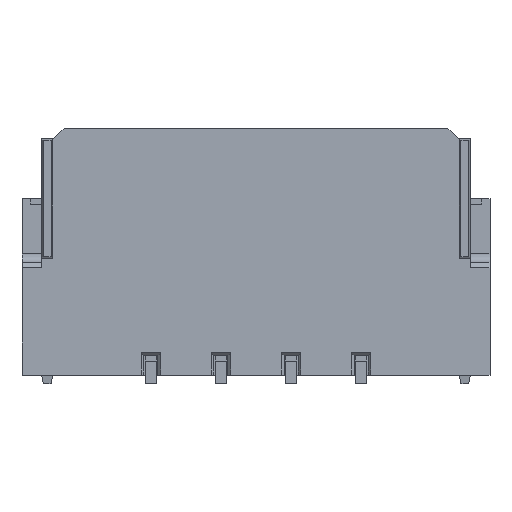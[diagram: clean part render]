
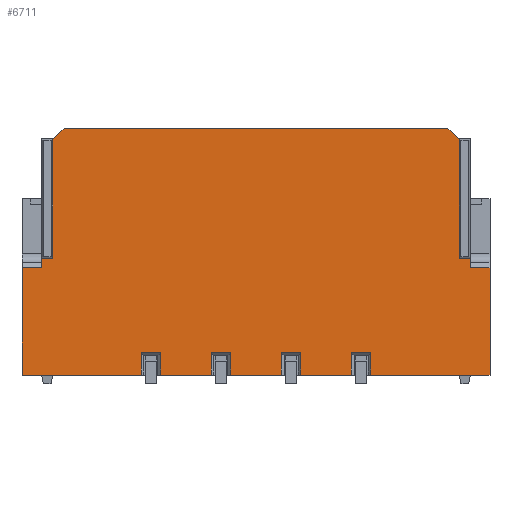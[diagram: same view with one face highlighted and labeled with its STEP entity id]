
A CAD part, front view. The second image highlights one B-rep face of the part: STEP entity #6711.
In plain terms, the highlighted planar face has unit normal (0, -1, 0).
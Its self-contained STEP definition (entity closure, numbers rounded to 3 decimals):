
#85=DIRECTION('',(1.,0.,0.));
#86=VECTOR('',#85,2.125);
#87=CARTESIAN_POINT('',(2.05,-2.725,-2.2));
#88=LINE('',#87,#86);
#125=DIRECTION('',(1.,0.,0.));
#126=VECTOR('',#125,2.125);
#127=CARTESIAN_POINT('',(-4.175,-2.725,-2.2));
#128=LINE('',#127,#126);
#149=DIRECTION('',(1.,0.,0.));
#150=VECTOR('',#149,0.9);
#151=CARTESIAN_POINT('',(-1.7,-2.725,-2.2));
#152=LINE('',#151,#150);
#173=DIRECTION('',(1.,0.,0.));
#174=VECTOR('',#173,0.9);
#175=CARTESIAN_POINT('',(-0.45,-2.725,-2.2));
#176=LINE('',#175,#174);
#197=DIRECTION('',(1.,0.,0.));
#198=VECTOR('',#197,0.9);
#199=CARTESIAN_POINT('',(0.8,-2.725,-2.2));
#200=LINE('',#199,#198);
#687=DIRECTION('',(0.,0.,1.));
#688=VECTOR('',#687,0.4);
#689=CARTESIAN_POINT('',(1.7,-2.725,-2.2));
#690=LINE('',#689,#688);
#691=DIRECTION('',(0.,0.,-1.));
#692=VECTOR('',#691,0.4);
#693=CARTESIAN_POINT('',(0.8,-2.725,-1.8));
#694=LINE('',#693,#692);
#695=DIRECTION('',(1.,0.,0.));
#696=VECTOR('',#695,0.35);
#697=CARTESIAN_POINT('',(0.45,-2.725,-1.8));
#698=LINE('',#697,#696);
#699=DIRECTION('',(0.,0.,1.));
#700=VECTOR('',#699,0.4);
#701=CARTESIAN_POINT('',(0.45,-2.725,-2.2));
#702=LINE('',#701,#700);
#703=DIRECTION('',(0.,0.,-1.));
#704=VECTOR('',#703,0.4);
#705=CARTESIAN_POINT('',(-0.45,-2.725,-1.8));
#706=LINE('',#705,#704);
#707=DIRECTION('',(1.,0.,0.));
#708=VECTOR('',#707,0.35);
#709=CARTESIAN_POINT('',(-0.8,-2.725,-1.8));
#710=LINE('',#709,#708);
#711=DIRECTION('',(0.,0.,1.));
#712=VECTOR('',#711,0.4);
#713=CARTESIAN_POINT('',(-0.8,-2.725,-2.2));
#714=LINE('',#713,#712);
#715=DIRECTION('',(0.,0.,-1.));
#716=VECTOR('',#715,0.4);
#717=CARTESIAN_POINT('',(-1.7,-2.725,-1.8));
#718=LINE('',#717,#716);
#719=DIRECTION('',(1.,0.,0.));
#720=VECTOR('',#719,0.35);
#721=CARTESIAN_POINT('',(-2.05,-2.725,-1.8));
#722=LINE('',#721,#720);
#723=DIRECTION('',(0.,0.,1.));
#724=VECTOR('',#723,0.4);
#725=CARTESIAN_POINT('',(-2.05,-2.725,-2.2));
#726=LINE('',#725,#724);
#727=DIRECTION('',(0.,0.,1.));
#728=VECTOR('',#727,1.915);
#729=CARTESIAN_POINT('',(-4.175,-2.725,-2.2));
#730=LINE('',#729,#728);
#731=DIRECTION('',(-1.,0.,0.));
#732=VECTOR('',#731,0.35);
#733=CARTESIAN_POINT('',(-3.825,-2.725,-0.285));
#734=LINE('',#733,#732);
#735=DIRECTION('',(-1.,0.,0.));
#736=VECTOR('',#735,0.2);
#737=CARTESIAN_POINT('',(-3.625,-2.725,-0.115));
#738=LINE('',#737,#736);
#739=DIRECTION('',(0.,0.,1.));
#740=VECTOR('',#739,2.115);
#741=CARTESIAN_POINT('',(-3.625,-2.725,-0.115));
#742=LINE('',#741,#740);
#743=DIRECTION('',(-0.707,0.,-0.707));
#744=VECTOR('',#743,0.283);
#745=CARTESIAN_POINT('',(-3.425,-2.725,2.2));
#746=LINE('',#745,#744);
#747=DIRECTION('',(-0.707,0.,0.707));
#748=VECTOR('',#747,0.283);
#749=CARTESIAN_POINT('',(3.625,-2.725,2.));
#750=LINE('',#749,#748);
#751=DIRECTION('',(0.,0.,1.));
#752=VECTOR('',#751,2.115);
#753=CARTESIAN_POINT('',(3.625,-2.725,-0.115));
#754=LINE('',#753,#752);
#755=DIRECTION('',(1.,0.,0.));
#756=VECTOR('',#755,0.2);
#757=CARTESIAN_POINT('',(3.625,-2.725,-0.115));
#758=LINE('',#757,#756);
#759=DIRECTION('',(-1.,0.,0.));
#760=VECTOR('',#759,0.35);
#761=CARTESIAN_POINT('',(4.175,-2.725,-0.285));
#762=LINE('',#761,#760);
#763=DIRECTION('',(0.,0.,-1.));
#764=VECTOR('',#763,0.4);
#765=CARTESIAN_POINT('',(2.05,-2.725,-1.8));
#766=LINE('',#765,#764);
#767=DIRECTION('',(1.,0.,0.));
#768=VECTOR('',#767,0.35);
#769=CARTESIAN_POINT('',(1.7,-2.725,-1.8));
#770=LINE('',#769,#768);
#1242=DIRECTION('',(1.,0.,0.));
#1243=VECTOR('',#1242,6.85);
#1244=CARTESIAN_POINT('',(-3.425,-2.725,2.2));
#1245=LINE('',#1244,#1243);
#1401=DIRECTION('',(0.,0.,-1.));
#1402=VECTOR('',#1401,0.17);
#1403=CARTESIAN_POINT('',(-3.825,-2.725,-0.115));
#1404=LINE('',#1403,#1402);
#1800=DIRECTION('',(0.,0.,1.));
#1801=VECTOR('',#1800,1.915);
#1802=CARTESIAN_POINT('',(4.175,-2.725,-2.2));
#1803=LINE('',#1802,#1801);
#1816=DIRECTION('',(0.,0.,1.));
#1817=VECTOR('',#1816,0.17);
#1818=CARTESIAN_POINT('',(3.825,-2.725,-0.285));
#1819=LINE('',#1818,#1817);
#4608=CARTESIAN_POINT('',(-3.425,-2.725,2.2));
#4610=VERTEX_POINT('',#4608);
#4637=CARTESIAN_POINT('',(3.425,-2.725,2.2));
#4638=VERTEX_POINT('',#4637);
#4771=CARTESIAN_POINT('',(-3.625,-2.725,2.));
#4772=VERTEX_POINT('',#4771);
#4773=CARTESIAN_POINT('',(3.625,-2.725,2.));
#4774=VERTEX_POINT('',#4773);
#4775=CARTESIAN_POINT('',(-3.625,-2.725,-0.115));
#4776=CARTESIAN_POINT('',(-3.825,-2.725,-0.115));
#4777=VERTEX_POINT('',#4775);
#4778=VERTEX_POINT('',#4776);
#4791=CARTESIAN_POINT('',(3.625,-2.725,-0.115));
#4792=CARTESIAN_POINT('',(3.825,-2.725,-0.115));
#4793=VERTEX_POINT('',#4791);
#4794=VERTEX_POINT('',#4792);
#4971=CARTESIAN_POINT('',(4.175,-2.725,-2.2));
#4972=VERTEX_POINT('',#4971);
#4973=CARTESIAN_POINT('',(-4.175,-2.725,-2.2));
#4974=VERTEX_POINT('',#4973);
#5703=CARTESIAN_POINT('',(4.175,-2.725,-0.285));
#5704=VERTEX_POINT('',#5703);
#5705=CARTESIAN_POINT('',(3.825,-2.725,-0.285));
#5706=VERTEX_POINT('',#5705);
#5707=CARTESIAN_POINT('',(-4.175,-2.725,-0.285));
#5709=VERTEX_POINT('',#5707);
#5713=CARTESIAN_POINT('',(-3.825,-2.725,-0.285));
#5714=VERTEX_POINT('',#5713);
#5864=CARTESIAN_POINT('',(-2.05,-2.725,-2.2));
#5866=VERTEX_POINT('',#5864);
#5867=CARTESIAN_POINT('',(-2.05,-2.725,-1.8));
#5868=VERTEX_POINT('',#5867);
#5871=CARTESIAN_POINT('',(-1.7,-2.725,-1.8));
#5872=VERTEX_POINT('',#5871);
#5875=CARTESIAN_POINT('',(-1.7,-2.725,-2.2));
#5877=VERTEX_POINT('',#5875);
#5924=CARTESIAN_POINT('',(-0.8,-2.725,-2.2));
#5926=VERTEX_POINT('',#5924);
#5927=CARTESIAN_POINT('',(-0.8,-2.725,-1.8));
#5928=VERTEX_POINT('',#5927);
#5931=CARTESIAN_POINT('',(-0.45,-2.725,-1.8));
#5932=VERTEX_POINT('',#5931);
#5935=CARTESIAN_POINT('',(-0.45,-2.725,-2.2));
#5937=VERTEX_POINT('',#5935);
#5940=CARTESIAN_POINT('',(0.45,-2.725,-2.2));
#5942=VERTEX_POINT('',#5940);
#5943=CARTESIAN_POINT('',(0.45,-2.725,-1.8));
#5944=VERTEX_POINT('',#5943);
#5947=CARTESIAN_POINT('',(0.8,-2.725,-1.8));
#5948=VERTEX_POINT('',#5947);
#5951=CARTESIAN_POINT('',(0.8,-2.725,-2.2));
#5953=VERTEX_POINT('',#5951);
#5956=CARTESIAN_POINT('',(1.7,-2.725,-2.2));
#5958=VERTEX_POINT('',#5956);
#5959=CARTESIAN_POINT('',(1.7,-2.725,-1.8));
#5960=VERTEX_POINT('',#5959);
#5963=CARTESIAN_POINT('',(2.05,-2.725,-1.8));
#5964=VERTEX_POINT('',#5963);
#5967=CARTESIAN_POINT('',(2.05,-2.725,-2.2));
#5969=VERTEX_POINT('',#5967);
#6651=CARTESIAN_POINT('',(-4.175,-2.725,-2.2));
#6652=DIRECTION('',(0.,-1.,0.));
#6653=DIRECTION('',(1.,0.,0.));
#6654=AXIS2_PLACEMENT_3D('',#6651,#6652,#6653);
#6655=PLANE('',#6654);
#6657=ORIENTED_EDGE('',*,*,#6656,.F.);
#6658=ORIENTED_EDGE('',*,*,#6078,.F.);
#6660=ORIENTED_EDGE('',*,*,#6659,.F.);
#6662=ORIENTED_EDGE('',*,*,#6661,.F.);
#6664=ORIENTED_EDGE('',*,*,#6663,.F.);
#6665=ORIENTED_EDGE('',*,*,#6058,.F.);
#6667=ORIENTED_EDGE('',*,*,#6666,.F.);
#6669=ORIENTED_EDGE('',*,*,#6668,.F.);
#6671=ORIENTED_EDGE('',*,*,#6670,.F.);
#6672=ORIENTED_EDGE('',*,*,#6038,.F.);
#6674=ORIENTED_EDGE('',*,*,#6673,.F.);
#6676=ORIENTED_EDGE('',*,*,#6675,.F.);
#6678=ORIENTED_EDGE('',*,*,#6677,.F.);
#6679=ORIENTED_EDGE('',*,*,#6018,.F.);
#6681=ORIENTED_EDGE('',*,*,#6680,.T.);
#6683=ORIENTED_EDGE('',*,*,#6682,.F.);
#6685=ORIENTED_EDGE('',*,*,#6684,.F.);
#6687=ORIENTED_EDGE('',*,*,#6686,.F.);
#6689=ORIENTED_EDGE('',*,*,#6688,.T.);
#6691=ORIENTED_EDGE('',*,*,#6690,.F.);
#6693=ORIENTED_EDGE('',*,*,#6692,.T.);
#6695=ORIENTED_EDGE('',*,*,#6694,.F.);
#6697=ORIENTED_EDGE('',*,*,#6696,.F.);
#6699=ORIENTED_EDGE('',*,*,#6698,.T.);
#6701=ORIENTED_EDGE('',*,*,#6700,.F.);
#6703=ORIENTED_EDGE('',*,*,#6702,.F.);
#6705=ORIENTED_EDGE('',*,*,#6704,.F.);
#6706=ORIENTED_EDGE('',*,*,#5994,.F.);
#6707=ORIENTED_EDGE('',*,*,#6631,.F.);
#6708=ORIENTED_EDGE('',*,*,#6641,.F.);
#6709=EDGE_LOOP('',(#6657,#6658,#6660,#6662,#6664,#6665,#6667,#6669,#6671,#6672,
#6674,#6676,#6678,#6679,#6681,#6683,#6685,#6687,#6689,#6691,#6693,#6695,#6697,
#6699,#6701,#6703,#6705,#6706,#6707,#6708));
#6710=FACE_OUTER_BOUND('',#6709,.F.);
#6711=ADVANCED_FACE('',(#6710),#6655,.T.);
#5994=EDGE_CURVE('',#5969,#4972,#88,.T.);
#6018=EDGE_CURVE('',#4974,#5866,#128,.T.);
#6038=EDGE_CURVE('',#5877,#5926,#152,.T.);
#6058=EDGE_CURVE('',#5937,#5942,#176,.T.);
#6078=EDGE_CURVE('',#5953,#5958,#200,.T.);
#6631=EDGE_CURVE('',#5964,#5969,#766,.T.);
#6641=EDGE_CURVE('',#5960,#5964,#770,.T.);
#6656=EDGE_CURVE('',#5958,#5960,#690,.T.);
#6659=EDGE_CURVE('',#5948,#5953,#694,.T.);
#6661=EDGE_CURVE('',#5944,#5948,#698,.T.);
#6663=EDGE_CURVE('',#5942,#5944,#702,.T.);
#6666=EDGE_CURVE('',#5932,#5937,#706,.T.);
#6668=EDGE_CURVE('',#5928,#5932,#710,.T.);
#6670=EDGE_CURVE('',#5926,#5928,#714,.T.);
#6673=EDGE_CURVE('',#5872,#5877,#718,.T.);
#6675=EDGE_CURVE('',#5868,#5872,#722,.T.);
#6677=EDGE_CURVE('',#5866,#5868,#726,.T.);
#6680=EDGE_CURVE('',#4974,#5709,#730,.T.);
#6682=EDGE_CURVE('',#5714,#5709,#734,.T.);
#6684=EDGE_CURVE('',#4778,#5714,#1404,.T.);
#6686=EDGE_CURVE('',#4777,#4778,#738,.T.);
#6688=EDGE_CURVE('',#4777,#4772,#742,.T.);
#6690=EDGE_CURVE('',#4610,#4772,#746,.T.);
#6692=EDGE_CURVE('',#4610,#4638,#1245,.T.);
#6694=EDGE_CURVE('',#4774,#4638,#750,.T.);
#6696=EDGE_CURVE('',#4793,#4774,#754,.T.);
#6698=EDGE_CURVE('',#4793,#4794,#758,.T.);
#6700=EDGE_CURVE('',#5706,#4794,#1819,.T.);
#6702=EDGE_CURVE('',#5704,#5706,#762,.T.);
#6704=EDGE_CURVE('',#4972,#5704,#1803,.T.);
